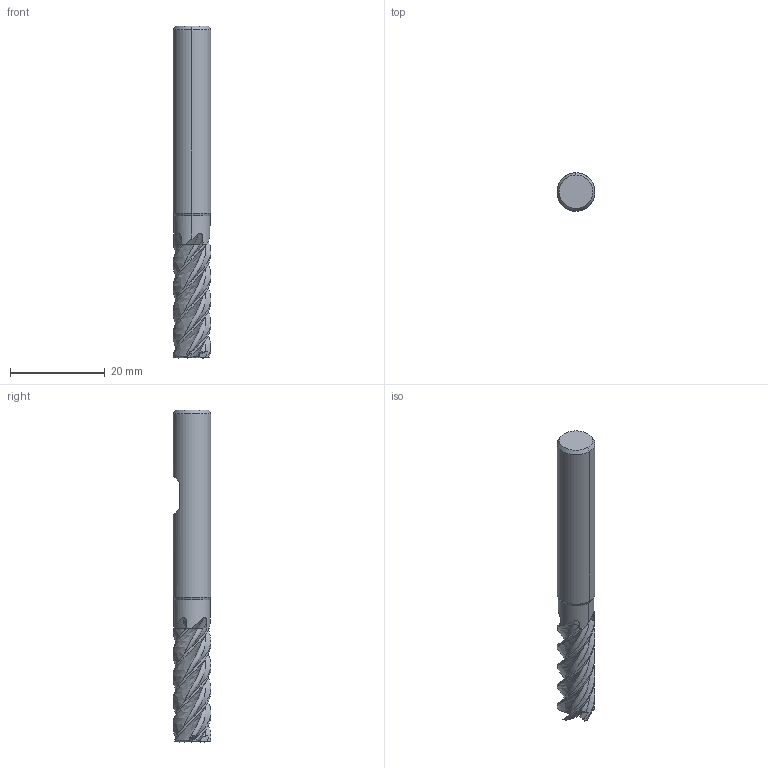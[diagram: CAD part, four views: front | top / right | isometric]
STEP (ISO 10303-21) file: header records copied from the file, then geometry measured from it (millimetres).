
FILE_DESCRIPTION(('no description'),'unknown implementation level');
FILE_NAME('EXPK1-M02-0154-8-Detail.stp',' ',('CIMSOURCE GmbH'),('CADClick - KiM GmbH - www.kimweb.de'),'unknown preprocess','ACIS','unknown authorization');
FILE_SCHEMA(('automotive_design'));
Length unit declared in the file: millimetre
Products named in the file (2): NOCUT; CUT
Bounding box: 8 x 8 x 70 mm (x, y, z)
Volume: 2886 mm3; surface area: 2612.2 mm2
Topology: 2 solids, 2 shells, 163 faces, 468 edges, 307 vertices
Faces by surface type: plane 65, bspline 45, cone 23, revolution 15, cylinder 10, torus 5
Entity records: 30483 total; most frequent: CARTESIAN_POINT 21460, STYLED_ITEM 940, PRESENTATION_STYLE_ASSIGNMENT 940, COLOUR_RGB 940, ORIENTED_EDGE 936, DIRECTION 599, EDGE_CURVE 468, CURVE_STYLE 468
